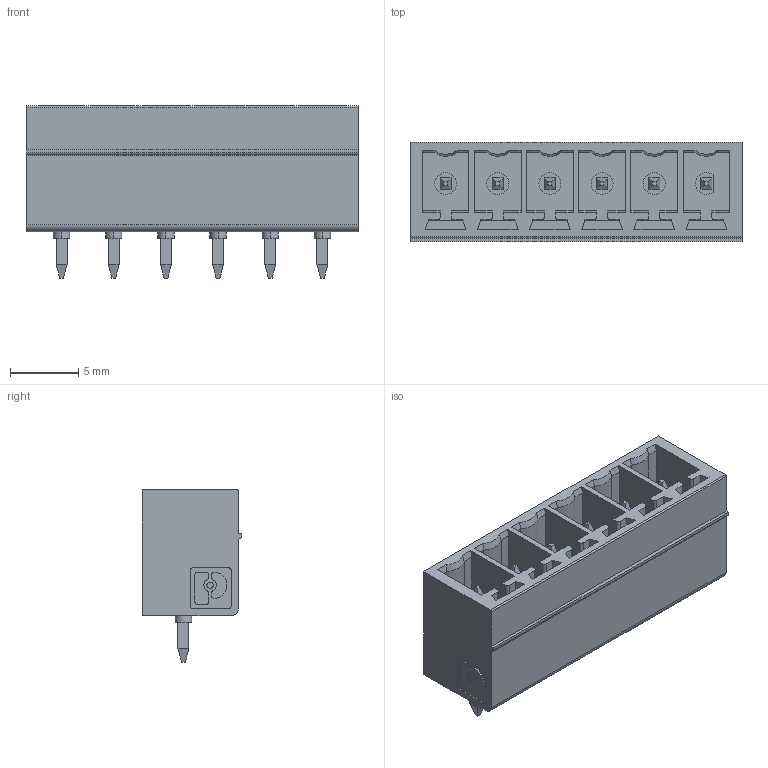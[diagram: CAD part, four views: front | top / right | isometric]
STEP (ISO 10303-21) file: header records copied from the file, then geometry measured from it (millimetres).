
FILE_DESCRIPTION(('Creo Elements/Direct Modeling STEP Export'),'2;1');
FILE_NAME('model.stp','2018-02-10T 3:25:57',(''),(''),'Creo Elements/Direct Modeling STEP processor for AP214 (Solid Model)','Creo Elements/Direct Modeling 18.1I 14-Aug-2016 (C) Parametric Technology GmbH','');
FILE_SCHEMA(('AUTOMOTIVE_DESIGN { 1 0 10303 214 1 1 1 1 }'));
Length unit declared in the file: millimetre
Products named in the file (2): MCV_1_5-6-G-3_81
Assembly tree (1 placements, depth 2):
  MCV_1_5-6-G-3_81
    MCV_1_5-6-G-3_81
Bounding box: 24.25 x 7.25 x 12.6 mm (x, y, z)
Volume: 919 mm3; surface area: 2024.9 mm2
Topology: 1 solids, 1 shells, 361 faces, 903 edges, 578 vertices
Faces by surface type: plane 286, cylinder 63, sphere 6, cone 6
Entity records: 12336 total; most frequent: CARTESIAN_POINT 1862, ORIENTED_EDGE 1782, DIRECTION 1689, EDGE_CURVE 891, VECTOR 735, LINE 735, VERTEX_POINT 578, AXIS2_PLACEMENT_3D 477
